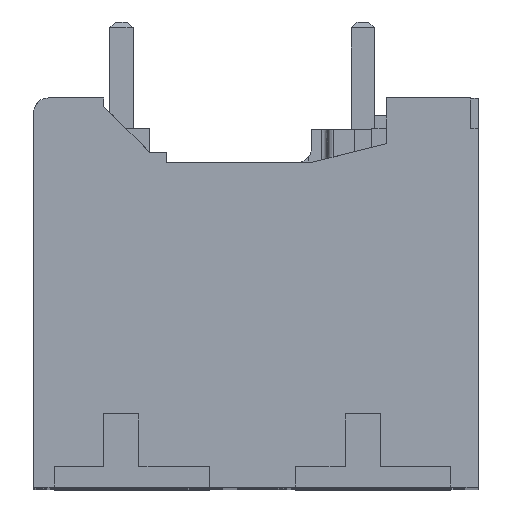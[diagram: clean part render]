
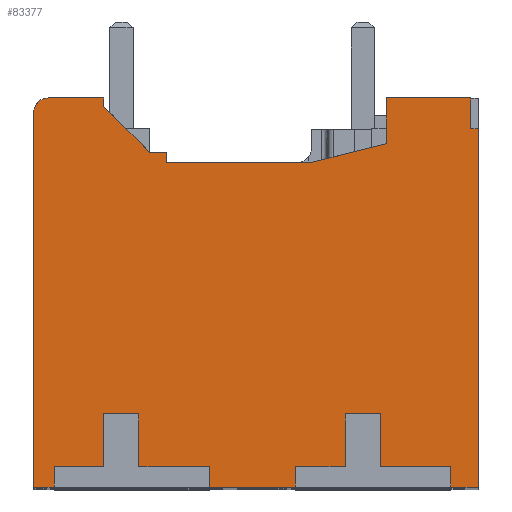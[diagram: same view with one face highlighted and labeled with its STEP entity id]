
A CAD part, top view. The second image highlights one B-rep face of the part: STEP entity #83377.
In plain terms, the highlighted planar face has unit normal (0, 0, 1).
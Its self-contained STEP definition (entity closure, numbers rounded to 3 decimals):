
#20759=DIRECTION('',(0.,1.,0.));
#20760=VECTOR('',#20759,12.25);
#20761=CARTESIAN_POINT('',(12.2,0.,2.2));
#20762=LINE('',#20761,#20760);
#21580=DIRECTION('',(-1.,0.,0.));
#21581=VECTOR('',#21580,4.959);
#21582=CARTESIAN_POINT('',(6.505,11.1,2.2));
#21583=LINE('',#21582,#21581);
#25348=DIRECTION('',(0.707,0.707,0.));
#25349=VECTOR('',#25348,0.039);
#25350=CARTESIAN_POINT('',(9.032,11.732,2.2));
#25351=LINE('',#25350,#25349);
#25352=DIRECTION('',(0.,1.,0.));
#25353=VECTOR('',#25352,1.541);
#25354=CARTESIAN_POINT('',(9.059,11.759,2.2));
#25355=LINE('',#25354,#25353);
#25356=DIRECTION('',(1.,0.,0.));
#25357=VECTOR('',#25356,2.878);
#25358=CARTESIAN_POINT('',(9.059,13.3,2.2));
#25359=LINE('',#25358,#25357);
#25360=DIRECTION('',(0.,-1.,0.));
#25361=VECTOR('',#25360,1.05);
#25362=CARTESIAN_POINT('',(11.938,13.3,2.2));
#25363=LINE('',#25362,#25361);
#25364=DIRECTION('',(-1.,0.,0.));
#25365=VECTOR('',#25364,0.95);
#25366=CARTESIAN_POINT('',(12.2,0.,2.2));
#25367=LINE('',#25366,#25365);
#25368=DIRECTION('',(0.,1.,0.));
#25369=VECTOR('',#25368,0.7);
#25370=CARTESIAN_POINT('',(11.25,0.,2.2));
#25371=LINE('',#25370,#25369);
#25372=DIRECTION('',(0.,1.,0.));
#25373=VECTOR('',#25372,1.8);
#25374=CARTESIAN_POINT('',(8.85,0.7,2.2));
#25375=LINE('',#25374,#25373);
#25376=DIRECTION('',(-1.,0.,0.));
#25377=VECTOR('',#25376,2.95);
#25378=CARTESIAN_POINT('',(5.95,0.,2.2));
#25379=LINE('',#25378,#25377);
#25380=DIRECTION('',(0.,1.,0.));
#25381=VECTOR('',#25380,0.7);
#25382=CARTESIAN_POINT('',(3.,0.,2.2));
#25383=LINE('',#25382,#25381);
#25384=DIRECTION('',(0.,1.,0.));
#25385=VECTOR('',#25384,1.8);
#25386=CARTESIAN_POINT('',(0.6,0.7,2.2));
#25387=LINE('',#25386,#25385);
#25388=DIRECTION('',(-1.,0.,0.));
#25389=VECTOR('',#25388,0.7);
#25390=CARTESIAN_POINT('',(-2.3,0.,2.2));
#25391=LINE('',#25390,#25389);
#25392=CARTESIAN_POINT('',(-2.5,12.8,2.2));
#25393=DIRECTION('',(0.,0.,-1.));
#25394=DIRECTION('',(-1.,0.,0.));
#25395=AXIS2_PLACEMENT_3D('',#25392,#25393,#25394);
#25397=DIRECTION('',(1.,0.,0.));
#25398=VECTOR('',#25397,1.895);
#25399=CARTESIAN_POINT('',(-2.5,13.3,2.2));
#25400=LINE('',#25399,#25398);
#25401=DIRECTION('',(0.,-1.,0.));
#25402=VECTOR('',#25401,0.295);
#25403=CARTESIAN_POINT('',(-0.605,13.3,2.2));
#25404=LINE('',#25403,#25402);
#25405=DIRECTION('',(0.707,-0.707,0.));
#25406=VECTOR('',#25405,2.199);
#25407=CARTESIAN_POINT('',(-0.605,13.005,2.2));
#25408=LINE('',#25407,#25406);
#25409=DIRECTION('',(1.,0.,0.));
#25410=VECTOR('',#25409,0.596);
#25411=CARTESIAN_POINT('',(0.949,11.451,2.2));
#25412=LINE('',#25411,#25410);
#25413=DIRECTION('',(0.,-1.,0.));
#25414=VECTOR('',#25413,0.351);
#25415=CARTESIAN_POINT('',(1.546,11.451,2.2));
#25416=LINE('',#25415,#25414);
#25417=DIRECTION('',(0.97,0.243,0.));
#25418=VECTOR('',#25417,2.604);
#25419=CARTESIAN_POINT('',(6.505,11.1,2.2));
#25420=LINE('',#25419,#25418);
#32489=DIRECTION('',(-1.,0.,0.));
#32490=VECTOR('',#32489,0.262);
#32491=CARTESIAN_POINT('',(12.2,12.25,2.2));
#32492=LINE('',#32491,#32490);
#32505=DIRECTION('',(1.,0.,0.));
#32506=VECTOR('',#32505,2.4);
#32507=CARTESIAN_POINT('',(8.85,0.7,2.2));
#32508=LINE('',#32507,#32506);
#32553=DIRECTION('',(1.,0.,0.));
#32554=VECTOR('',#32553,1.7);
#32555=CARTESIAN_POINT('',(5.95,0.7,2.2));
#32556=LINE('',#32555,#32554);
#32557=DIRECTION('',(0.,1.,0.));
#32558=VECTOR('',#32557,1.8);
#32559=CARTESIAN_POINT('',(7.65,0.7,2.2));
#32560=LINE('',#32559,#32558);
#32565=DIRECTION('',(1.,0.,0.));
#32566=VECTOR('',#32565,1.2);
#32567=CARTESIAN_POINT('',(7.65,2.5,2.2));
#32568=LINE('',#32567,#32566);
#32573=DIRECTION('',(0.,1.,0.));
#32574=VECTOR('',#32573,0.7);
#32575=CARTESIAN_POINT('',(5.95,0.,2.2));
#32576=LINE('',#32575,#32574);
#32585=DIRECTION('',(1.,0.,0.));
#32586=VECTOR('',#32585,2.4);
#32587=CARTESIAN_POINT('',(0.6,0.7,2.2));
#32588=LINE('',#32587,#32586);
#32633=DIRECTION('',(1.,0.,0.));
#32634=VECTOR('',#32633,1.7);
#32635=CARTESIAN_POINT('',(-2.3,0.7,2.2));
#32636=LINE('',#32635,#32634);
#32637=DIRECTION('',(0.,1.,0.));
#32638=VECTOR('',#32637,1.8);
#32639=CARTESIAN_POINT('',(-0.6,0.7,2.2));
#32640=LINE('',#32639,#32638);
#32645=DIRECTION('',(1.,0.,0.));
#32646=VECTOR('',#32645,1.2);
#32647=CARTESIAN_POINT('',(-0.6,2.5,2.2));
#32648=LINE('',#32647,#32646);
#32653=DIRECTION('',(0.,1.,0.));
#32654=VECTOR('',#32653,0.7);
#32655=CARTESIAN_POINT('',(-2.3,0.,2.2));
#32656=LINE('',#32655,#32654);
#32661=DIRECTION('',(0.,-1.,0.));
#32662=VECTOR('',#32661,12.8);
#32663=CARTESIAN_POINT('',(-3.,12.8,2.2));
#32664=LINE('',#32663,#32662);
#38149=CARTESIAN_POINT('',(-3.,0.,2.2));
#38150=VERTEX_POINT('',#38149);
#38151=CARTESIAN_POINT('',(-2.3,0.,2.2));
#38152=VERTEX_POINT('',#38151);
#38157=CARTESIAN_POINT('',(3.,0.,2.2));
#38158=VERTEX_POINT('',#38157);
#38159=CARTESIAN_POINT('',(5.95,0.,2.2));
#38160=VERTEX_POINT('',#38159);
#38165=CARTESIAN_POINT('',(11.25,0.,2.2));
#38166=VERTEX_POINT('',#38165);
#38167=CARTESIAN_POINT('',(12.2,0.,2.2));
#38168=VERTEX_POINT('',#38167);
#38529=CARTESIAN_POINT('',(12.2,12.25,2.2));
#38530=VERTEX_POINT('',#38529);
#38535=CARTESIAN_POINT('',(9.032,11.732,2.2));
#38536=CARTESIAN_POINT('',(9.059,11.759,2.2));
#38537=VERTEX_POINT('',#38535);
#38538=VERTEX_POINT('',#38536);
#38539=CARTESIAN_POINT('',(9.059,13.3,2.2));
#38540=VERTEX_POINT('',#38539);
#38541=CARTESIAN_POINT('',(11.938,13.3,2.2));
#38542=VERTEX_POINT('',#38541);
#38543=CARTESIAN_POINT('',(11.938,12.25,2.2));
#38544=VERTEX_POINT('',#38543);
#38545=CARTESIAN_POINT('',(11.25,0.7,2.2));
#38546=VERTEX_POINT('',#38545);
#38547=CARTESIAN_POINT('',(8.85,0.7,2.2));
#38548=VERTEX_POINT('',#38547);
#38549=CARTESIAN_POINT('',(8.85,2.5,2.2));
#38550=VERTEX_POINT('',#38549);
#38551=CARTESIAN_POINT('',(7.65,2.5,2.2));
#38552=VERTEX_POINT('',#38551);
#38553=CARTESIAN_POINT('',(7.65,0.7,2.2));
#38554=VERTEX_POINT('',#38553);
#38555=CARTESIAN_POINT('',(5.95,0.7,2.2));
#38556=VERTEX_POINT('',#38555);
#38557=CARTESIAN_POINT('',(3.,0.7,2.2));
#38558=VERTEX_POINT('',#38557);
#38559=CARTESIAN_POINT('',(0.6,0.7,2.2));
#38560=VERTEX_POINT('',#38559);
#38561=CARTESIAN_POINT('',(0.6,2.5,2.2));
#38562=VERTEX_POINT('',#38561);
#38563=CARTESIAN_POINT('',(-0.6,2.5,2.2));
#38564=VERTEX_POINT('',#38563);
#38565=CARTESIAN_POINT('',(-0.6,0.7,2.2));
#38566=VERTEX_POINT('',#38565);
#38567=CARTESIAN_POINT('',(-2.3,0.7,2.2));
#38568=VERTEX_POINT('',#38567);
#38569=CARTESIAN_POINT('',(-3.,12.8,2.2));
#38570=VERTEX_POINT('',#38569);
#38571=CARTESIAN_POINT('',(-2.5,13.3,2.2));
#38572=VERTEX_POINT('',#38571);
#38573=CARTESIAN_POINT('',(-0.605,13.3,2.2));
#38574=VERTEX_POINT('',#38573);
#38575=CARTESIAN_POINT('',(-0.605,13.005,2.2));
#38576=VERTEX_POINT('',#38575);
#38577=CARTESIAN_POINT('',(0.949,11.451,2.2));
#38578=VERTEX_POINT('',#38577);
#38579=CARTESIAN_POINT('',(1.546,11.451,2.2));
#38580=VERTEX_POINT('',#38579);
#38581=CARTESIAN_POINT('',(1.546,11.1,2.2));
#38582=VERTEX_POINT('',#38581);
#38583=CARTESIAN_POINT('',(6.505,11.1,2.2));
#38584=VERTEX_POINT('',#38583);
#83318=CARTESIAN_POINT('',(0.,0.,2.2));
#83319=DIRECTION('',(0.,0.,1.));
#83320=DIRECTION('',(1.,0.,0.));
#83321=AXIS2_PLACEMENT_3D('',#83318,#83319,#83320);
#83322=PLANE('',#83321);
#83324=ORIENTED_EDGE('',*,*,#83323,.T.);
#83325=ORIENTED_EDGE('',*,*,#78245,.T.);
#83326=ORIENTED_EDGE('',*,*,#78222,.T.);
#83328=ORIENTED_EDGE('',*,*,#83327,.T.);
#83330=ORIENTED_EDGE('',*,*,#83329,.F.);
#83331=ORIENTED_EDGE('',*,*,#77985,.F.);
#83332=ORIENTED_EDGE('',*,*,#49130,.T.);
#83334=ORIENTED_EDGE('',*,*,#83333,.T.);
#83336=ORIENTED_EDGE('',*,*,#83335,.F.);
#83338=ORIENTED_EDGE('',*,*,#83337,.T.);
#83340=ORIENTED_EDGE('',*,*,#83339,.F.);
#83342=ORIENTED_EDGE('',*,*,#83341,.F.);
#83344=ORIENTED_EDGE('',*,*,#83343,.F.);
#83346=ORIENTED_EDGE('',*,*,#83345,.F.);
#83347=ORIENTED_EDGE('',*,*,#49122,.T.);
#83349=ORIENTED_EDGE('',*,*,#83348,.T.);
#83351=ORIENTED_EDGE('',*,*,#83350,.F.);
#83353=ORIENTED_EDGE('',*,*,#83352,.T.);
#83355=ORIENTED_EDGE('',*,*,#83354,.F.);
#83357=ORIENTED_EDGE('',*,*,#83356,.F.);
#83359=ORIENTED_EDGE('',*,*,#83358,.F.);
#83361=ORIENTED_EDGE('',*,*,#83360,.F.);
#83362=ORIENTED_EDGE('',*,*,#49114,.T.);
#83364=ORIENTED_EDGE('',*,*,#83363,.F.);
#83365=ORIENTED_EDGE('',*,*,#83311,.T.);
#83366=ORIENTED_EDGE('',*,*,#80087,.T.);
#83367=ORIENTED_EDGE('',*,*,#80068,.T.);
#83369=ORIENTED_EDGE('',*,*,#83368,.T.);
#83370=ORIENTED_EDGE('',*,*,#79281,.T.);
#83371=ORIENTED_EDGE('',*,*,#79242,.T.);
#83372=ORIENTED_EDGE('',*,*,#78815,.F.);
#83374=ORIENTED_EDGE('',*,*,#83373,.T.);
#83375=EDGE_LOOP('',(#83324,#83325,#83326,#83328,#83330,#83331,#83332,#83334,
#83336,#83338,#83340,#83342,#83344,#83346,#83347,#83349,#83351,#83353,#83355,
#83357,#83359,#83361,#83362,#83364,#83365,#83366,#83367,#83369,#83370,#83371,
#83372,#83374));
#83376=FACE_OUTER_BOUND('',#83375,.F.);
#83377=ADVANCED_FACE('',(#83376),#83322,.T.);
#25396=CIRCLE('',#25395,0.5);
#49114=EDGE_CURVE('',#38152,#38150,#25391,.T.);
#49122=EDGE_CURVE('',#38160,#38158,#25379,.T.);
#49130=EDGE_CURVE('',#38168,#38166,#25367,.T.);
#77985=EDGE_CURVE('',#38168,#38530,#20762,.T.);
#78222=EDGE_CURVE('',#38540,#38542,#25359,.T.);
#78245=EDGE_CURVE('',#38538,#38540,#25355,.T.);
#78815=EDGE_CURVE('',#38584,#38582,#21583,.T.);
#79242=EDGE_CURVE('',#38580,#38582,#25416,.T.);
#79281=EDGE_CURVE('',#38578,#38580,#25412,.T.);
#80068=EDGE_CURVE('',#38574,#38576,#25404,.T.);
#80087=EDGE_CURVE('',#38572,#38574,#25400,.T.);
#83311=EDGE_CURVE('',#38570,#38572,#25396,.T.);
#83323=EDGE_CURVE('',#38537,#38538,#25351,.T.);
#83327=EDGE_CURVE('',#38542,#38544,#25363,.T.);
#83329=EDGE_CURVE('',#38530,#38544,#32492,.T.);
#83333=EDGE_CURVE('',#38166,#38546,#25371,.T.);
#83335=EDGE_CURVE('',#38548,#38546,#32508,.T.);
#83337=EDGE_CURVE('',#38548,#38550,#25375,.T.);
#83339=EDGE_CURVE('',#38552,#38550,#32568,.T.);
#83341=EDGE_CURVE('',#38554,#38552,#32560,.T.);
#83343=EDGE_CURVE('',#38556,#38554,#32556,.T.);
#83345=EDGE_CURVE('',#38160,#38556,#32576,.T.);
#83348=EDGE_CURVE('',#38158,#38558,#25383,.T.);
#83350=EDGE_CURVE('',#38560,#38558,#32588,.T.);
#83352=EDGE_CURVE('',#38560,#38562,#25387,.T.);
#83354=EDGE_CURVE('',#38564,#38562,#32648,.T.);
#83356=EDGE_CURVE('',#38566,#38564,#32640,.T.);
#83358=EDGE_CURVE('',#38568,#38566,#32636,.T.);
#83360=EDGE_CURVE('',#38152,#38568,#32656,.T.);
#83363=EDGE_CURVE('',#38570,#38150,#32664,.T.);
#83368=EDGE_CURVE('',#38576,#38578,#25408,.T.);
#83373=EDGE_CURVE('',#38584,#38537,#25420,.T.);
